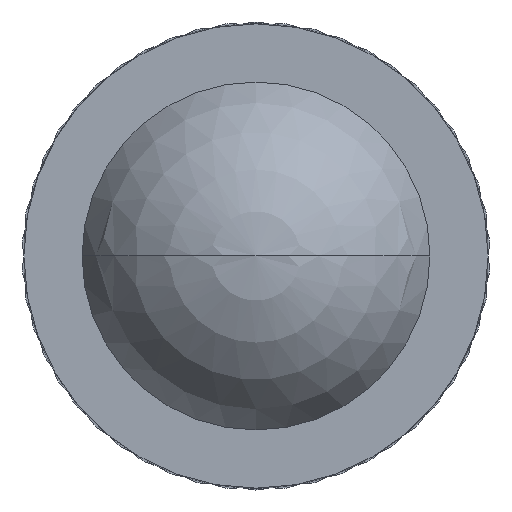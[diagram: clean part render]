
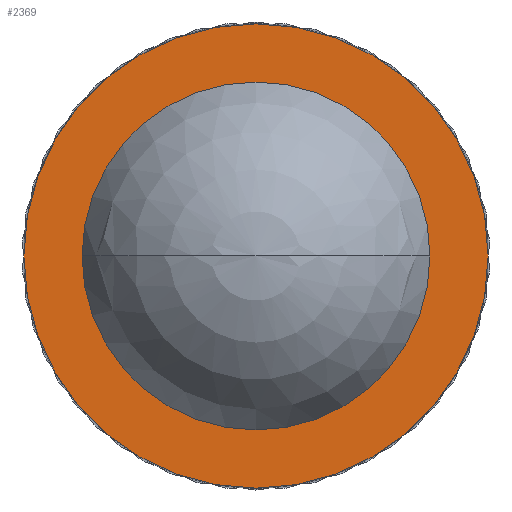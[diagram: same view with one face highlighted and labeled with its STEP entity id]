
A CAD part, left-side view. The second image highlights one B-rep face of the part: STEP entity #2369.
In plain terms, the highlighted planar face has unit normal (-1, 0, 0).
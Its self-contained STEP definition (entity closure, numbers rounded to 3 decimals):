
#1479=VERTEX_POINT('',#3929);
#1849=EDGE_CURVE('',#1925,#2519,#4337,.T.);
#1925=VERTEX_POINT('',#4420);
#2105=EDGE_CURVE('',#2519,#2859,#4623,.T.);
#2267=EDGE_CURVE('',#1479,#2311,#4807,.T.);
#2311=VERTEX_POINT('',#4858);
#2369=ADVANCED_FACE('',(#4925,#4926),#4927,.T.);
#2519=VERTEX_POINT('',#5092);
#2859=VERTEX_POINT('',#5466);
#3447=EDGE_CURVE('',#2859,#1925,#6122,.T.);
#3589=EDGE_CURVE('',#2311,#1479,#6281,.T.);
#3929=CARTESIAN_POINT('',(0.65,-1.25,0.));
#4337=CIRCLE('',#7277,0.937);
#4420=CARTESIAN_POINT('',(0.65,-0.937,0.));
#4623=CIRCLE('',#7676,0.937);
#4807=CIRCLE('',#7919,1.25);
#4858=CARTESIAN_POINT('',(0.65,1.25,0.));
#4925=FACE_BOUND('',#8064,.T.);
#4926=FACE_OUTER_BOUND('',#8065,.T.);
#4927=PLANE('',#8066);
#5092=CARTESIAN_POINT('',(0.65,0.937,0.));
#5466=CARTESIAN_POINT('',(0.65,0.,0.937));
#6122=CIRCLE('',#9690,0.937);
#6281=CIRCLE('',#9908,1.25);
#7277=AXIS2_PLACEMENT_3D('',#10839,#10840,#10841);
#7676=AXIS2_PLACEMENT_3D('',#11220,#11221,#11222);
#7919=AXIS2_PLACEMENT_3D('',#11450,#11451,#11452);
#8064=EDGE_LOOP('',(#11630,#11631,#11632));
#8065=EDGE_LOOP('',(#11633,#11634));
#8066=AXIS2_PLACEMENT_3D('',#11635,#11636,#11637);
#9690=AXIS2_PLACEMENT_3D('',#13067,#13068,#13069);
#9908=AXIS2_PLACEMENT_3D('',#13270,#13271,#13272);
#10839=CARTESIAN_POINT('',(0.65,0.,0.));
#10840=DIRECTION('',(1.0,0.0,0.0));
#10841=DIRECTION('',(0.0,0.0,-1.0));
#11220=CARTESIAN_POINT('',(0.65,0.,0.));
#11221=DIRECTION('',(1.0,0.0,0.0));
#11222=DIRECTION('',(0.0,0.0,-1.0));
#11450=CARTESIAN_POINT('',(0.65,0.,0.));
#11451=DIRECTION('',(-1.0,-0.0,0.0));
#11452=DIRECTION('',(0.0,-1.0,0.));
#11630=ORIENTED_EDGE('',*,*,#3447,.T.);
#11631=ORIENTED_EDGE('',*,*,#1849,.T.);
#11632=ORIENTED_EDGE('',*,*,#2105,.T.);
#11633=ORIENTED_EDGE('',*,*,#2267,.T.);
#11634=ORIENTED_EDGE('',*,*,#3589,.T.);
#11635=CARTESIAN_POINT('',(0.65,-0.625,0.));
#11636=DIRECTION('',(-1.0,0.0,0.0));
#11637=DIRECTION('',(0.0,1.0,0.0));
#13067=CARTESIAN_POINT('',(0.65,0.,0.));
#13068=DIRECTION('',(1.0,0.0,0.0));
#13069=DIRECTION('',(0.0,0.0,-1.0));
#13270=CARTESIAN_POINT('',(0.65,0.,0.));
#13271=DIRECTION('',(-1.0,-0.0,0.0));
#13272=DIRECTION('',(0.0,-1.0,0.));
